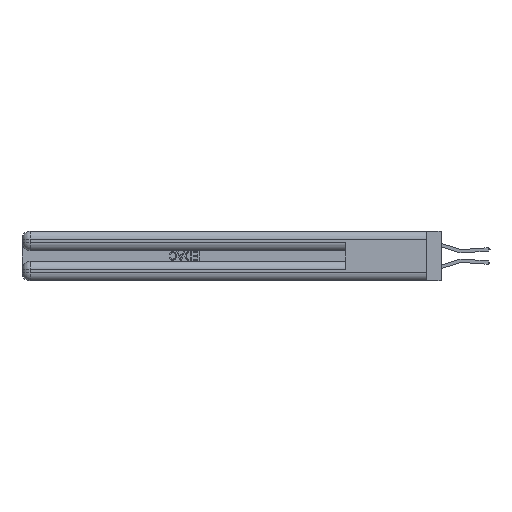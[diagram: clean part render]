
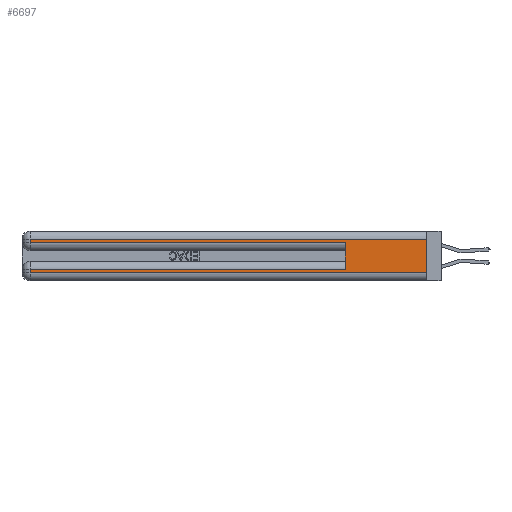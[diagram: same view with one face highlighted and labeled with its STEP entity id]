
A CAD part, left-side view. The second image highlights one B-rep face of the part: STEP entity #6697.
In plain terms, the highlighted planar face has unit normal (-1, 0, 0).
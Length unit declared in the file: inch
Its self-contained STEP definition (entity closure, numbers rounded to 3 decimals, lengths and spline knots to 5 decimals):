
#162 = DIRECTION ( 'NONE',  ( 1., 0., 0. ) ) ;
#499 = EDGE_LOOP ( 'NONE', ( #47563, #15819, #13961, #26162, #38804, #9677, #1827, #35970 ) ) ;
#1827 = ORIENTED_EDGE ( 'NONE', *, *, #47636, .T. ) ;
#2550 = EDGE_CURVE ( 'NONE', #39348, #43679, #9255, .T. ) ;
#4071 = CARTESIAN_POINT ( 'NONE',  ( 0., 0., 0.06 ) ) ;
#5333 = LINE ( 'NONE', #34325, #25122 ) ;
#5802 = EDGE_CURVE ( 'NONE', #43679, #19972, #18317, .T. ) ;
#6697 = ADVANCED_FACE ( 'NONE', ( #47789 ), #40968, .F. ) ;
#7637 = VERTEX_POINT ( 'NONE', #12525 ) ;
#8588 = CARTESIAN_POINT ( 'NONE',  ( 0., 2.94, 0.37 ) ) ;
#8894 = VECTOR ( 'NONE', #16114, 39.37008 ) ;
#9087 = CARTESIAN_POINT ( 'NONE',  ( 0., 2.94, 0.37 ) ) ;
#9255 = LINE ( 'NONE', #19711, #10387 ) ;
#9677 = ORIENTED_EDGE ( 'NONE', *, *, #46943, .T. ) ;
#10387 = VECTOR ( 'NONE', #30891, 39.37008 ) ;
#10667 = DIRECTION ( 'NONE',  ( 0., 0., 1. ) ) ;
#12078 = DIRECTION ( 'NONE',  ( 0., 0., -1. ) ) ;
#12525 = CARTESIAN_POINT ( 'NONE',  ( 0., 2.94, 0.06 ) ) ;
#13120 = EDGE_CURVE ( 'NONE', #19972, #35014, #22292, .T. ) ;
#13739 = CARTESIAN_POINT ( 'NONE',  ( 0., 0.6, 0.285 ) ) ;
#13961 = ORIENTED_EDGE ( 'NONE', *, *, #5802, .T. ) ;
#15658 = VECTOR ( 'NONE', #33877, 39.37008 ) ;
#15819 = ORIENTED_EDGE ( 'NONE', *, *, #2550, .T. ) ;
#16114 = DIRECTION ( 'NONE',  ( 0., 0., -1. ) ) ;
#16834 = LINE ( 'NONE', #4071, #15658 ) ;
#17217 = CARTESIAN_POINT ( 'NONE',  ( 0., 0.6, 0.085 ) ) ;
#18261 = CARTESIAN_POINT ( 'NONE',  ( 0., 0., 0.085 ) ) ;
#18317 = LINE ( 'NONE', #9087, #36875 ) ;
#19711 = CARTESIAN_POINT ( 'NONE',  ( 0., 0., 0.31 ) ) ;
#19972 = VERTEX_POINT ( 'NONE', #32717 ) ;
#20079 = LINE ( 'NONE', #36662, #29928 ) ;
#21993 = DIRECTION ( 'NONE',  ( 0., 1., 0. ) ) ;
#22292 = LINE ( 'NONE', #32137, #39884 ) ;
#22926 = AXIS2_PLACEMENT_3D ( 'NONE', #33542, #162, #26221 ) ;
#25122 = VECTOR ( 'NONE', #12078, 39.37008 ) ;
#25381 = VERTEX_POINT ( 'NONE', #27498 ) ;
#26162 = ORIENTED_EDGE ( 'NONE', *, *, #13120, .T. ) ;
#26221 = DIRECTION ( 'NONE',  ( 0., 0., -1. ) ) ;
#27498 = CARTESIAN_POINT ( 'NONE',  ( 0., 2.94, 0.085 ) ) ;
#27671 = CARTESIAN_POINT ( 'NONE',  ( 0., 0., 0.31 ) ) ;
#29594 = EDGE_CURVE ( 'NONE', #39348, #30020, #5333, .T. ) ;
#29928 = VECTOR ( 'NONE', #10667, 39.37008 ) ;
#30020 = VERTEX_POINT ( 'NONE', #43813 ) ;
#30891 = DIRECTION ( 'NONE',  ( 0., 1., 0. ) ) ;
#31766 = CARTESIAN_POINT ( 'NONE',  ( 0., 2.94, 0.31 ) ) ;
#32137 = CARTESIAN_POINT ( 'NONE',  ( 0., 0., 0.285 ) ) ;
#32717 = CARTESIAN_POINT ( 'NONE',  ( 0., 2.94, 0.285 ) ) ;
#33542 = CARTESIAN_POINT ( 'NONE',  ( 0., 0., 0.37 ) ) ;
#33877 = DIRECTION ( 'NONE',  ( 0., -1., 0. ) ) ;
#34325 = CARTESIAN_POINT ( 'NONE',  ( 0., 0., 0.37 ) ) ;
#35014 = VERTEX_POINT ( 'NONE', #13739 ) ;
#35842 = DIRECTION ( 'NONE',  ( 0., -1., 0. ) ) ;
#35970 = ORIENTED_EDGE ( 'NONE', *, *, #43390, .T. ) ;
#36662 = CARTESIAN_POINT ( 'NONE',  ( 0., 0.6, 0.145 ) ) ;
#36875 = VECTOR ( 'NONE', #38788, 39.37008 ) ;
#37368 = LINE ( 'NONE', #8588, #8894 ) ;
#38788 = DIRECTION ( 'NONE',  ( 0., 0., -1. ) ) ;
#38804 = ORIENTED_EDGE ( 'NONE', *, *, #46795, .F. ) ;
#39168 = VECTOR ( 'NONE', #21993, 39.37008 ) ;
#39348 = VERTEX_POINT ( 'NONE', #27671 ) ;
#39884 = VECTOR ( 'NONE', #35842, 39.37008 ) ;
#40019 = VERTEX_POINT ( 'NONE', #17217 ) ;
#40318 = LINE ( 'NONE', #18261, #39168 ) ;
#40968 = PLANE ( 'NONE',  #22926 ) ;
#43390 = EDGE_CURVE ( 'NONE', #7637, #30020, #16834, .T. ) ;
#43679 = VERTEX_POINT ( 'NONE', #31766 ) ;
#43813 = CARTESIAN_POINT ( 'NONE',  ( 0., 0., 0.06 ) ) ;
#46795 = EDGE_CURVE ( 'NONE', #40019, #35014, #20079, .T. ) ;
#46943 = EDGE_CURVE ( 'NONE', #40019, #25381, #40318, .T. ) ;
#47563 = ORIENTED_EDGE ( 'NONE', *, *, #29594, .F. ) ;
#47636 = EDGE_CURVE ( 'NONE', #25381, #7637, #37368, .T. ) ;
#47789 = FACE_OUTER_BOUND ( 'NONE', #499, .T. ) ;
